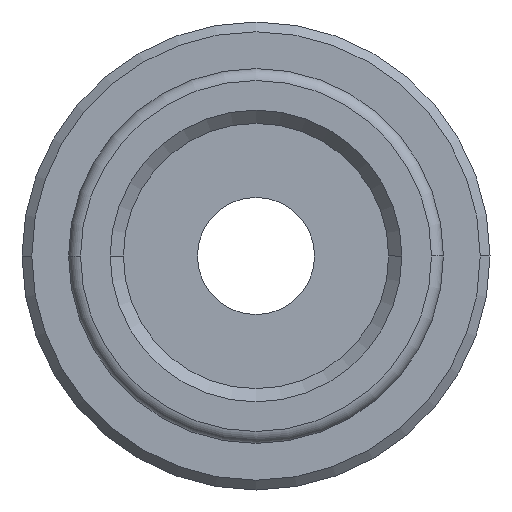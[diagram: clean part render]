
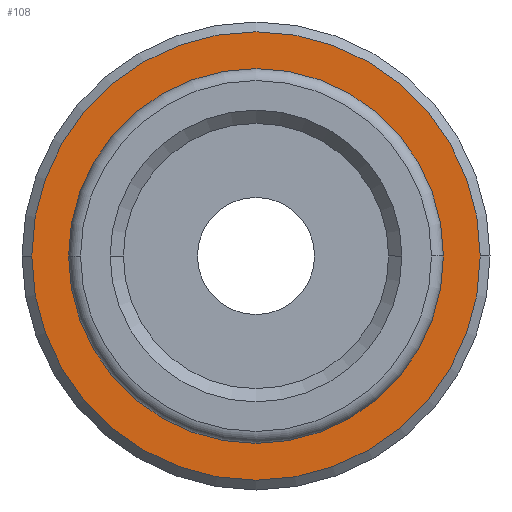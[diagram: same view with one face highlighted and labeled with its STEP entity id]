
A CAD part, front view. The second image highlights one B-rep face of the part: STEP entity #108.
In plain terms, the highlighted planar face has unit normal (0, -1, 0).
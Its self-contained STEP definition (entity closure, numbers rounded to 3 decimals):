
#108=ADVANCED_FACE('',(#255,#256),#257,.T.);
#255=FACE_BOUND('',#442,.T.);
#256=FACE_OUTER_BOUND('',#443,.T.);
#257=PLANE('',#444);
#442=EDGE_LOOP('',(#690,#691));
#443=EDGE_LOOP('',(#692,#693));
#444=AXIS2_PLACEMENT_3D('',#694,#695,#696);
#690=ORIENTED_EDGE('',*,*,#1106,.T.);
#691=ORIENTED_EDGE('',*,*,#1115,.T.);
#692=ORIENTED_EDGE('',*,*,#1116,.F.);
#693=ORIENTED_EDGE('',*,*,#1117,.F.);
#694=CARTESIAN_POINT('',(-5.75,3.6,0.));
#695=DIRECTION('',(0.,-1.0,0.));
#696=DIRECTION('',(1.0,0.,0.));
#1106=EDGE_CURVE('',#1321,#1319,#1322,.T.);
#1115=EDGE_CURVE('',#1319,#1321,#1333,.T.);
#1116=EDGE_CURVE('',#1334,#1335,#1336,.T.);
#1117=EDGE_CURVE('',#1335,#1334,#1337,.T.);
#1319=VERTEX_POINT('',#1577);
#1321=VERTEX_POINT('',#1580);
#1322=CIRCLE('',#1581,9.0);
#1333=CIRCLE('',#1593,9.0);
#1334=VERTEX_POINT('',#1594);
#1335=VERTEX_POINT('',#1595);
#1336=CIRCLE('',#1596,11.5);
#1337=CIRCLE('',#1597,11.5);
#1577=CARTESIAN_POINT('',(-9.0,3.6,0.));
#1580=CARTESIAN_POINT('',(9.0,3.6,0.0));
#1581=AXIS2_PLACEMENT_3D('',#1859,#1860,#1861);
#1593=AXIS2_PLACEMENT_3D('',#1878,#1879,#1880);
#1594=CARTESIAN_POINT('',(-11.5,3.6,0.));
#1595=CARTESIAN_POINT('',(11.5,3.6,0.));
#1596=AXIS2_PLACEMENT_3D('',#1881,#1882,#1883);
#1597=AXIS2_PLACEMENT_3D('',#1884,#1885,#1886);
#1859=CARTESIAN_POINT('',(0.0,3.6,0.0));
#1860=DIRECTION('',(0.,1.0,0.));
#1861=DIRECTION('',(-1.0,0.,0.));
#1878=CARTESIAN_POINT('',(0.0,3.6,0.0));
#1879=DIRECTION('',(0.,1.0,0.));
#1880=DIRECTION('',(-1.0,0.,0.));
#1881=CARTESIAN_POINT('',(0.0,3.6,0.0));
#1882=DIRECTION('',(0.0,1.0,0.0));
#1883=DIRECTION('',(-1.0,0.0,0.));
#1884=CARTESIAN_POINT('',(0.0,3.6,0.0));
#1885=DIRECTION('',(0.0,1.0,0.0));
#1886=DIRECTION('',(-1.0,0.0,0.));
